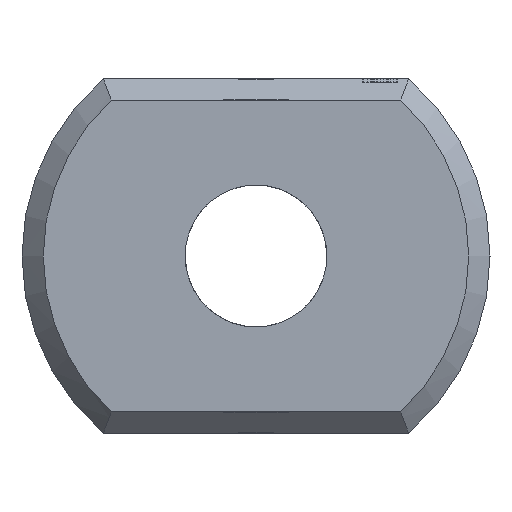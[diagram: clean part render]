
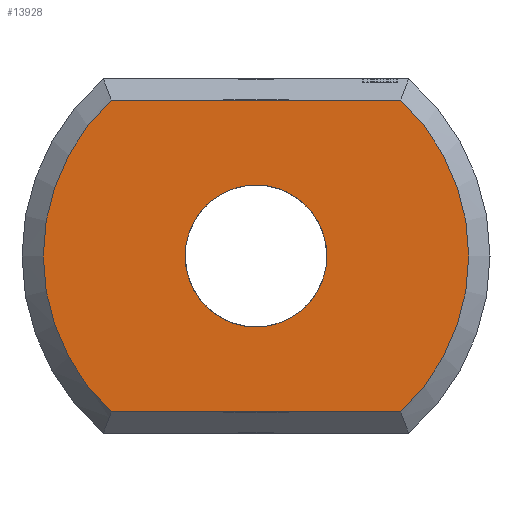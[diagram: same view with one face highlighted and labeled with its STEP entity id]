
A CAD part, left-side view. The second image highlights one B-rep face of the part: STEP entity #13928.
In plain terms, the highlighted planar face has unit normal (-1, 0, 0).
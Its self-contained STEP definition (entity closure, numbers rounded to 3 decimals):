
#3470 = VERTEX_POINT('',#3471);
#3471 = CARTESIAN_POINT('',(0.,-2.04,2.2));
#3480 = VERTEX_POINT('',#3481);
#3481 = CARTESIAN_POINT('',(0.,-2.04,-2.2));
#3488 = EDGE_CURVE('',#3470,#3480,#3489,.T.);
#3489 = CIRCLE('',#3490,3.);
#3490 = AXIS2_PLACEMENT_3D('',#3491,#3492,#3493);
#3491 = CARTESIAN_POINT('',(0.,0.,0.));
#3492 = DIRECTION('',(1.,0.,0.));
#3493 = DIRECTION('',(0.,-0.653,0.758)
  );
#4194 = VERTEX_POINT('',#4195);
#4195 = CARTESIAN_POINT('',(0.,2.04,2.2));
#4202 = EDGE_CURVE('',#3470,#4194,#4203,.T.);
#4203 = LINE('',#4204,#4205);
#4204 = CARTESIAN_POINT('',(0.,-2.154,2.2));
#4205 = VECTOR('',#4206,1.);
#4206 = DIRECTION('',(0.,1.,0.));
#13928 = ADVANCED_FACE('',(#13929,#13948),#13959,.F.);
#13929 = FACE_BOUND('',#13930,.F.);
#13930 = EDGE_LOOP('',(#13931,#13940,#13941,#13942));
#13931 = ORIENTED_EDGE('',*,*,#13932,.T.);
#13932 = EDGE_CURVE('',#13933,#4194,#13935,.T.);
#13933 = VERTEX_POINT('',#13934);
#13934 = CARTESIAN_POINT('',(0.,2.04,-2.2));
#13935 = CIRCLE('',#13936,3.);
#13936 = AXIS2_PLACEMENT_3D('',#13937,#13938,#13939);
#13937 = CARTESIAN_POINT('',(0.,0.,0.));
#13938 = DIRECTION('',(1.,0.,0.));
#13939 = DIRECTION('',(0.,0.653,-0.758)
  );
#13940 = ORIENTED_EDGE('',*,*,#4202,.F.);
#13941 = ORIENTED_EDGE('',*,*,#3488,.T.);
#13942 = ORIENTED_EDGE('',*,*,#13943,.T.);
#13943 = EDGE_CURVE('',#3480,#13933,#13944,.T.);
#13944 = LINE('',#13945,#13946);
#13945 = CARTESIAN_POINT('',(0.,-2.154,-2.2));
#13946 = VECTOR('',#13947,1.);
#13947 = DIRECTION('',(0.,1.,0.));
#13948 = FACE_BOUND('',#13949,.T.);
#13949 = EDGE_LOOP('',(#13950));
#13950 = ORIENTED_EDGE('',*,*,#13951,.T.);
#13951 = EDGE_CURVE('',#13952,#13952,#13954,.T.);
#13952 = VERTEX_POINT('',#13953);
#13953 = CARTESIAN_POINT('',(0.,1.,0.)
  );
#13954 = CIRCLE('',#13955,1.);
#13955 = AXIS2_PLACEMENT_3D('',#13956,#13957,#13958);
#13956 = CARTESIAN_POINT('',(0.,0.,0.));
#13957 = DIRECTION('',(1.,0.,0.));
#13958 = DIRECTION('',(0.,1.,0.));
#13959 = PLANE('',#13960);
#13960 = AXIS2_PLACEMENT_3D('',#13961,#13962,#13963);
#13961 = CARTESIAN_POINT('',(0.,0.,0.));
#13962 = DIRECTION('',(1.,0.,0.));
#13963 = DIRECTION('',(0.,0.,1.));
